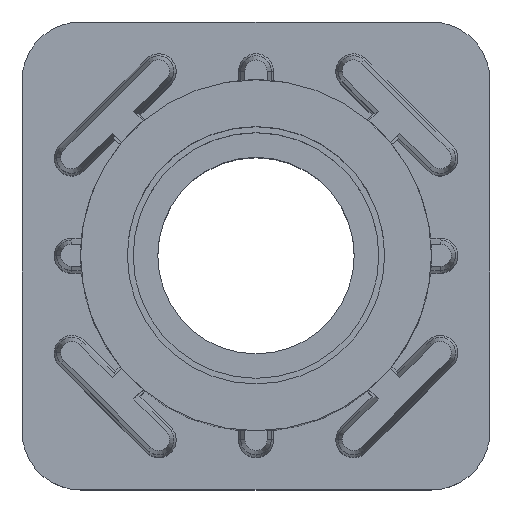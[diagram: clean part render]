
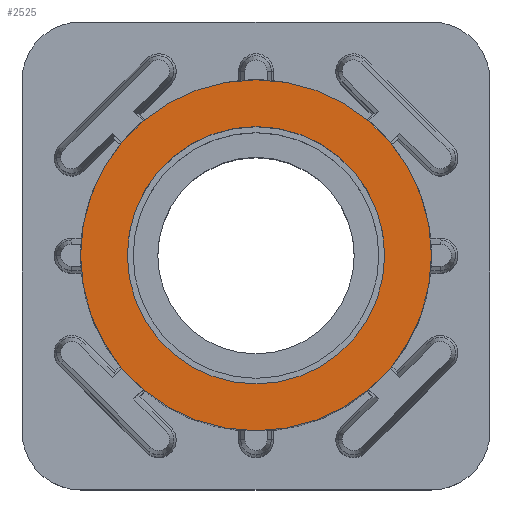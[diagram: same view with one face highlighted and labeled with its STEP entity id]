
A CAD part, top view. The second image highlights one B-rep face of the part: STEP entity #2525.
In plain terms, the highlighted planar face has unit normal (0, 0, 1).
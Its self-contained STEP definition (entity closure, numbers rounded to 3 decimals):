
#416 = CARTESIAN_POINT ( 'NONE',  ( 11., 0., 43. ) ) ;
#428 = CIRCLE ( 'NONE', #4853, 11. ) ;
#569 = DIRECTION ( 'NONE',  ( 1., 0., 0. ) ) ;
#579 = DIRECTION ( 'NONE',  ( 0., 0., 1. ) ) ;
#598 = CIRCLE ( 'NONE', #5683, 11. ) ;
#604 = CARTESIAN_POINT ( 'NONE',  ( 0., 0., 43. ) ) ;
#752 = FACE_BOUND ( 'NONE', #4844, .T. ) ;
#1127 = CARTESIAN_POINT ( 'NONE',  ( -11., 0., 43. ) ) ;
#1952 = EDGE_CURVE ( 'NONE', #4612, #3717, #598, .T. ) ;
#2226 = ORIENTED_EDGE ( 'NONE', *, *, #1952, .F. ) ;
#2360 = DIRECTION ( 'NONE',  ( 1., 0., 0. ) ) ;
#2403 = EDGE_CURVE ( 'NONE', #3534, #3866, #3089, .T. ) ;
#2405 = DIRECTION ( 'NONE',  ( 0., 0., 1. ) ) ;
#2416 = CARTESIAN_POINT ( 'NONE',  ( 0., 0., 43. ) ) ;
#2445 = ORIENTED_EDGE ( 'NONE', *, *, #3043, .F. ) ;
#2471 = ORIENTED_EDGE ( 'NONE', *, *, #2734, .T. ) ;
#2525 = ADVANCED_FACE ( 'NONE', ( #752, #3292 ), #4638, .T. ) ;
#2604 = ORIENTED_EDGE ( 'NONE', *, *, #2403, .T. ) ;
#2734 = EDGE_CURVE ( 'NONE', #3866, #3534, #2922, .T. ) ;
#2922 = CIRCLE ( 'NONE', #5144, 15. ) ;
#3043 = EDGE_CURVE ( 'NONE', #3717, #4612, #428, .T. ) ;
#3089 = CIRCLE ( 'NONE', #5398, 15. ) ;
#3266 = EDGE_LOOP ( 'NONE', ( #2471, #2604 ) ) ;
#3292 = FACE_OUTER_BOUND ( 'NONE', #3266, .T. ) ;
#3534 = VERTEX_POINT ( 'NONE', #3765 ) ;
#3717 = VERTEX_POINT ( 'NONE', #416 ) ;
#3765 = CARTESIAN_POINT ( 'NONE',  ( 15., 0., 43. ) ) ;
#3866 = VERTEX_POINT ( 'NONE', #4273 ) ;
#4273 = CARTESIAN_POINT ( 'NONE',  ( -15., 0., 43. ) ) ;
#4320 = DIRECTION ( 'NONE',  ( 1., 0., 0. ) ) ;
#4354 = DIRECTION ( 'NONE',  ( 0., 0., 1. ) ) ;
#4401 = CARTESIAN_POINT ( 'NONE',  ( 0., 0., 43. ) ) ;
#4612 = VERTEX_POINT ( 'NONE', #1127 ) ;
#4638 = PLANE ( 'NONE',  #5280 ) ;
#4844 = EDGE_LOOP ( 'NONE', ( #2226, #2445 ) ) ;
#4853 = AXIS2_PLACEMENT_3D ( 'NONE', #2416, #2405, #2360 ) ;
#5144 = AXIS2_PLACEMENT_3D ( 'NONE', #5745, #5734, #5723 ) ;
#5180 = DIRECTION ( 'NONE',  ( 1., 0., 0. ) ) ;
#5184 = DIRECTION ( 'NONE',  ( 0., 0., 1. ) ) ;
#5208 = CARTESIAN_POINT ( 'NONE',  ( 0., 0., 43. ) ) ;
#5280 = AXIS2_PLACEMENT_3D ( 'NONE', #4401, #4354, #4320 ) ;
#5398 = AXIS2_PLACEMENT_3D ( 'NONE', #604, #579, #569 ) ;
#5683 = AXIS2_PLACEMENT_3D ( 'NONE', #5208, #5184, #5180 ) ;
#5723 = DIRECTION ( 'NONE',  ( 1., 0., 0. ) ) ;
#5734 = DIRECTION ( 'NONE',  ( 0., 0., 1. ) ) ;
#5745 = CARTESIAN_POINT ( 'NONE',  ( 0., 0., 43. ) ) ;
